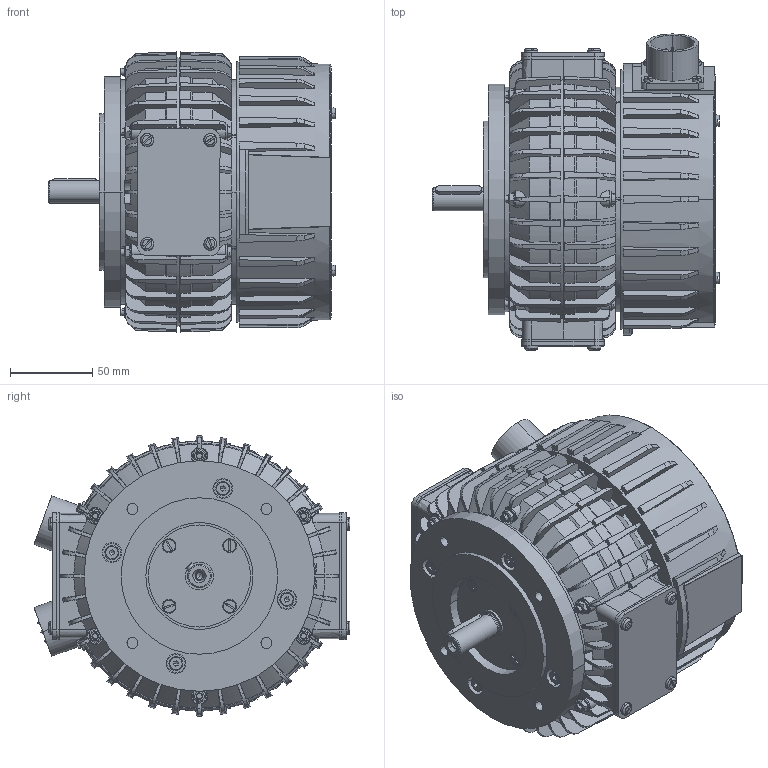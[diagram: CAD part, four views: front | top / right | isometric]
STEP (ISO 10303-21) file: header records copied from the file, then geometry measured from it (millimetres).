
FILE_DESCRIPTION((''),'2;1');
FILE_NAME('MA-10.stp','2014-02-05T11:18:46',('arodrigo'),(''),'Autodesk Inventor 9','Autodesk Inventor 9','');
FILE_SCHEMA(('AUTOMOTIVE_DESIGN { 1 0 10303 214 1 1 1 1 }'));
Length unit declared in the file: millimetre
Products named in the file (1): Pieza1
Bounding box: 174.45 x 191.81 x 169.99 mm (x, y, z)
Volume: 2717531.5 mm3; surface area: 214401.5 mm2
Topology: 1 solids, 53 shells, 2274 faces, 5952 edges, 3829 vertices
Faces by surface type: plane 705, bspline 509, cone 502, cylinder 463, torus 53, sphere 42
Entity records: 86793 total; most frequent: CARTESIAN_POINT 34288, ORIENTED_EDGE 11758, DIRECTION 10264, EDGE_CURVE 5879, AXIS2_PLACEMENT_3D 4149, VERTEX_POINT 3806, EDGE_LOOP 2463, FACE_OUTER_BOUND 2272
